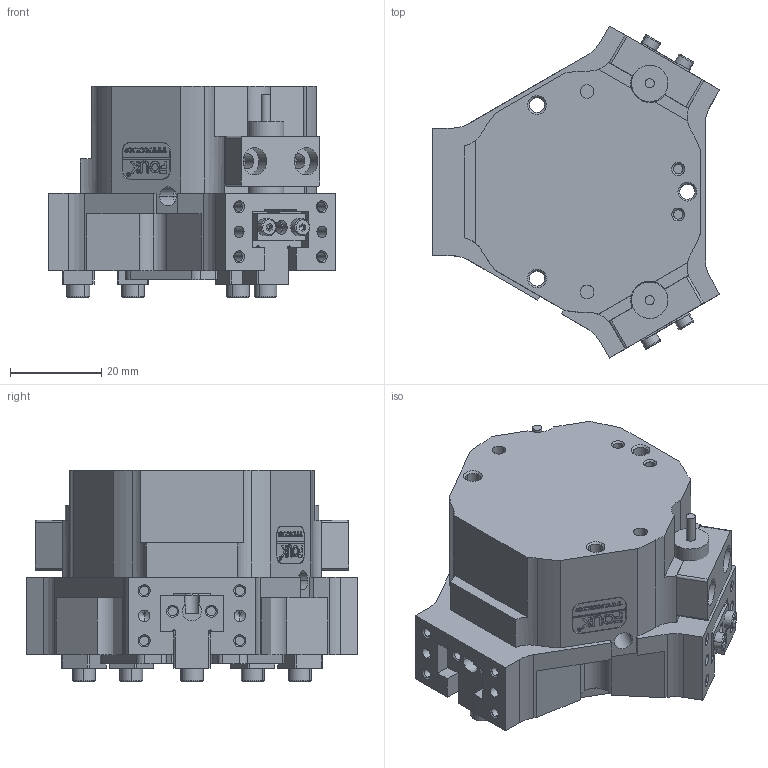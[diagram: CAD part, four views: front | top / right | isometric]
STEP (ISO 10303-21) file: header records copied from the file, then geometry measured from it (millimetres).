
FILE_DESCRIPTION (( 'STEP AP203' ), '1' );
FILE_NAME ('TZ33-74-L.STEP', '2024-11-27T06:51:36', ( 'USER-' ), ( 'Microsoft' ), 'SwSTEP 2.0', 'SolidWorks 2018', '' );
FILE_SCHEMA (( 'CONFIG_CONTROL_DESIGN' ));
Length unit declared in the file: millimetre
Products named in the file (18): 埴翐芛_GB_FASTENER_SCREWS_HSHCS M2X8-N; TZ33-74-L杅耀.sldasm-Part-26; TZ33-74-L杅耀.sldasm-Part-10; 揤輸杅耀.sldasm-Part-9; 12x8-R2; TZ33-74-L杅耀.sldasm-Part-16; TZ33-74-L; TZ33-74-L杅耀.sldasm-Part-20; TZ33-74-L杅耀.sldasm-Part-6; TZ33-74-L杅耀.sldasm-Part-17; TZ33-74-L杅耀.sldasm-Part-11; TZ33-74-L杅耀.sldasm-Part-23; TZ33-74-L杅耀.sldasm-Part-1; TZ33-74-L杅耀.sldasm-Part-5; TZ33-74-L杅耀.sldasm-Part-15; TZ33-74-L杅耀.sldasm-Part-12; TZ33-74-L杅耀.sldasm-Part-13; 揤輸蚾饜极
Assembly tree (21 placements, depth 3):
  TZ33-74-L
    TZ33-74-L杅耀.sldasm-Part-1  x3
    TZ33-74-L杅耀.sldasm-Part-5
    TZ33-74-L杅耀.sldasm-Part-6
    TZ33-74-L杅耀.sldasm-Part-10
    TZ33-74-L杅耀.sldasm-Part-11
    TZ33-74-L杅耀.sldasm-Part-12
    TZ33-74-L杅耀.sldasm-Part-13
    TZ33-74-L杅耀.sldasm-Part-15
    TZ33-74-L杅耀.sldasm-Part-16
    TZ33-74-L杅耀.sldasm-Part-17
    TZ33-74-L杅耀.sldasm-Part-20
    TZ33-74-L杅耀.sldasm-Part-23
    TZ33-74-L杅耀.sldasm-Part-26
    12x8-R2
    揤輸蚾饜极  x2
      揤輸杅耀.sldasm-Part-9
      埴翐芛_GB_FASTENER_SCREWS_HSHCS M2X8-N
Bounding box: 63.12 x 72.89 x 46.5 mm (x, y, z)
Volume: 97241.8 mm3; surface area: 35302.6 mm2
Topology: 22 solids, 36 shells, 1394 faces, 3552 edges, 2267 vertices
Faces by surface type: plane 633, cylinder 380, cone 218, bspline 155, torus 8
Entity records: 41600 total; most frequent: CARTESIAN_POINT 12328, ORIENTED_EDGE 5764, DIRECTION 5410, EDGE_CURVE 2882, VERTEX_POINT 1880, AXIS2_PLACEMENT_3D 1838, LINE 1734, VECTOR 1734
